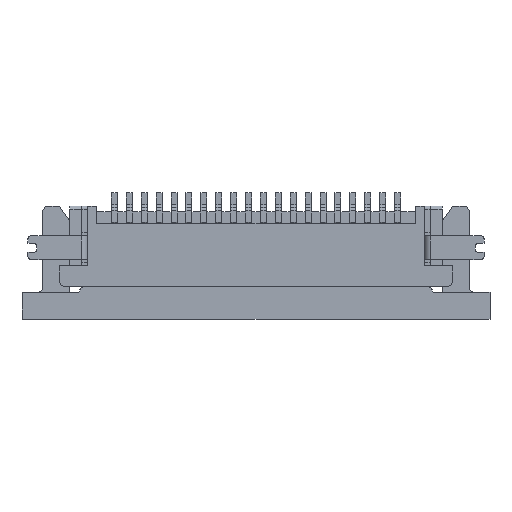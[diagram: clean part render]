
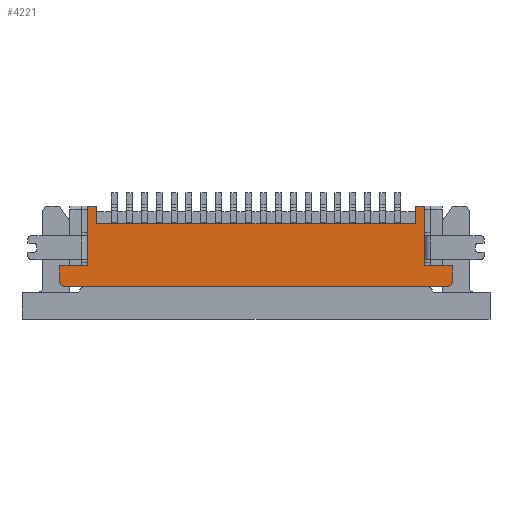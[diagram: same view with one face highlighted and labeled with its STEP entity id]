
A CAD part, top view. The second image highlights one B-rep face of the part: STEP entity #4221.
In plain terms, the highlighted planar face has unit normal (0, 0, 1).
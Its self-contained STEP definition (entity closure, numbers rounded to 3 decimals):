
#4221=ADVANCED_FACE('',(#8458),#8459,.T.);
#8458=FACE_OUTER_BOUND('',#12871,.T.);
#8459=PLANE('',#12872);
#12871=EDGE_LOOP('',(#26192,#26193,#26194,#26195,#26196,#26197,#26198,#26199,#26200,#26201,#26202,#26203,#26204,#26205));
#12872=AXIS2_PLACEMENT_3D('',#26206,#26207,#26208);
#26192=ORIENTED_EDGE('',*,*,#32734,.T.);
#26193=ORIENTED_EDGE('',*,*,#32723,.T.);
#26194=ORIENTED_EDGE('',*,*,#32738,.T.);
#26195=ORIENTED_EDGE('',*,*,#32719,.T.);
#26196=ORIENTED_EDGE('',*,*,#32731,.T.);
#26197=ORIENTED_EDGE('',*,*,#32531,.F.);
#26198=ORIENTED_EDGE('',*,*,#32504,.F.);
#26199=ORIENTED_EDGE('',*,*,#32741,.T.);
#26200=ORIENTED_EDGE('',*,*,#32367,.T.);
#26201=ORIENTED_EDGE('',*,*,#32280,.T.);
#26202=ORIENTED_EDGE('',*,*,#32373,.T.);
#26203=ORIENTED_EDGE('',*,*,#32745,.T.);
#26204=ORIENTED_EDGE('',*,*,#32429,.F.);
#26205=ORIENTED_EDGE('',*,*,#32454,.F.);
#26206=CARTESIAN_POINT('',(0.0,0.0,0.6));
#26207=DIRECTION('',(0.0,0.0,1.0));
#26208=DIRECTION('',(1.0,-0.0,0.0));
#32280=EDGE_CURVE('',#40431,#40429,#40432,.T.);
#32367=EDGE_CURVE('',#40536,#40431,#40537,.T.);
#32373=EDGE_CURVE('',#40429,#40544,#40545,.T.);
#32429=EDGE_CURVE('',#40634,#40636,#40637,.T.);
#32454=EDGE_CURVE('',#40670,#40634,#40672,.T.);
#32504=EDGE_CURVE('',#40751,#40752,#40753,.T.);
#32531=EDGE_CURVE('',#40752,#40792,#40793,.T.);
#32719=EDGE_CURVE('',#41007,#41008,#41009,.T.);
#32723=EDGE_CURVE('',#41013,#41014,#41015,.T.);
#32731=EDGE_CURVE('',#41008,#40792,#41023,.T.);
#32734=EDGE_CURVE('',#40670,#41013,#41026,.T.);
#32738=EDGE_CURVE('',#41014,#41007,#41030,.T.);
#32741=EDGE_CURVE('',#40751,#40536,#41033,.T.);
#32745=EDGE_CURVE('',#40544,#40636,#41037,.T.);
#40429=VERTEX_POINT('',#51728);
#40431=VERTEX_POINT('',#51731);
#40432=LINE('',#51732,#51733);
#40536=VERTEX_POINT('',#51916);
#40537=LINE('',#51917,#51918);
#40544=VERTEX_POINT('',#51929);
#40545=LINE('',#51930,#51931);
#40634=VERTEX_POINT('',#52062);
#40636=VERTEX_POINT('',#52065);
#40637=LINE('',#52066,#52067);
#40670=VERTEX_POINT('',#52115);
#40672=LINE('',#52118,#52119);
#40751=VERTEX_POINT('',#52235);
#40752=VERTEX_POINT('',#52236);
#40753=LINE('',#52237,#52238);
#40792=VERTEX_POINT('',#52294);
#40793=LINE('',#52295,#52296);
#41007=VERTEX_POINT('',#52583);
#41008=VERTEX_POINT('',#52584);
#41009=CIRCLE('',#52585,0.2);
#41013=VERTEX_POINT('',#52591);
#41014=VERTEX_POINT('',#52592);
#41015=CIRCLE('',#52593,0.2);
#41023=LINE('',#52605,#52606);
#41026=LINE('',#52609,#52610);
#41030=LINE('',#52615,#52616);
#41033=LINE('',#52620,#52621);
#41037=LINE('',#52627,#52628);
#51728=CARTESIAN_POINT('',(-5.35,0.75,0.6));
#51731=CARTESIAN_POINT('',(5.35,0.75,0.6));
#51732=CARTESIAN_POINT('',(-4.65,0.75,0.6));
#51733=VECTOR('',#59041,1000.0);
#51916=CARTESIAN_POINT('',(5.35,1.35,0.6));
#51917=CARTESIAN_POINT('',(5.35,1.35,0.6));
#51918=VECTOR('',#59121,1000.0);
#51929=CARTESIAN_POINT('',(-5.35,1.35,0.6));
#51930=CARTESIAN_POINT('',(-5.35,1.15,0.6));
#51931=VECTOR('',#59126,1000.0);
#52062=CARTESIAN_POINT('',(-5.65,-0.65,0.6));
#52065=CARTESIAN_POINT('',(-5.65,1.35,0.6));
#52066=CARTESIAN_POINT('',(-5.65,-0.65,0.6));
#52067=VECTOR('',#59176,1000.0);
#52115=CARTESIAN_POINT('',(-6.6,-0.65,0.6));
#52118=CARTESIAN_POINT('',(-6.6,-0.65,0.6));
#52119=VECTOR('',#59202,1000.0);
#52235=CARTESIAN_POINT('',(5.65,1.35,0.6));
#52236=CARTESIAN_POINT('',(5.65,-0.65,0.6));
#52237=CARTESIAN_POINT('',(5.65,1.35,0.6));
#52238=VECTOR('',#59243,1000.0);
#52294=CARTESIAN_POINT('',(6.6,-0.65,0.6));
#52295=CARTESIAN_POINT('',(6.25,-0.65,0.6));
#52296=VECTOR('',#59273,1000.0);
#52583=CARTESIAN_POINT('',(6.4,-1.35,0.6));
#52584=CARTESIAN_POINT('',(6.6,-1.15,0.6));
#52585=AXIS2_PLACEMENT_3D('',#59371,#59372,#59373);
#52591=CARTESIAN_POINT('',(-6.6,-1.15,0.6));
#52592=CARTESIAN_POINT('',(-6.4,-1.35,0.6));
#52593=AXIS2_PLACEMENT_3D('',#59376,#59377,#59378);
#52605=CARTESIAN_POINT('',(6.6,-1.35,0.6));
#52606=VECTOR('',#59383,1000.0);
#52609=CARTESIAN_POINT('',(-6.6,1.35,0.6));
#52610=VECTOR('',#59384,1000.0);
#52615=CARTESIAN_POINT('',(-6.6,-1.35,0.6));
#52616=VECTOR('',#59386,1000.0);
#52620=CARTESIAN_POINT('',(6.6,1.35,0.6));
#52621=VECTOR('',#59388,1000.0);
#52627=CARTESIAN_POINT('',(6.6,1.35,0.6));
#52628=VECTOR('',#59391,1000.0);
#59041=DIRECTION('',(-1.0,0.0,0.0));
#59121=DIRECTION('',(0.0,-1.0,0.0));
#59126=DIRECTION('',(0.0,1.0,0.0));
#59176=DIRECTION('',(0.0,1.0,0.0));
#59202=DIRECTION('',(1.0,0.0,0.0));
#59243=DIRECTION('',(0.0,-1.0,0.0));
#59273=DIRECTION('',(1.0,0.0,0.0));
#59371=CARTESIAN_POINT('',(6.4,-1.15,0.6));
#59372=DIRECTION('',(0.0,0.0,1.0));
#59373=DIRECTION('',(1.0,0.0,0.0));
#59376=CARTESIAN_POINT('',(-6.4,-1.15,0.6));
#59377=DIRECTION('',(0.0,0.0,1.0));
#59378=DIRECTION('',(1.0,0.0,0.0));
#59383=DIRECTION('',(0.0,1.0,0.0));
#59384=DIRECTION('',(0.0,-1.0,0.0));
#59386=DIRECTION('',(1.0,0.,0.0));
#59388=DIRECTION('',(-1.0,0.,0.0));
#59391=DIRECTION('',(-1.0,0.,0.0));
